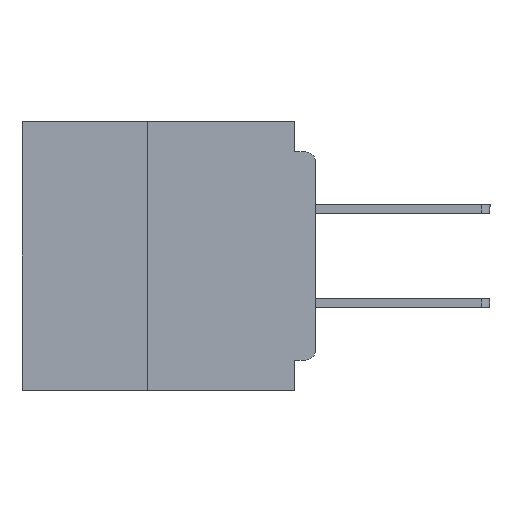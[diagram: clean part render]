
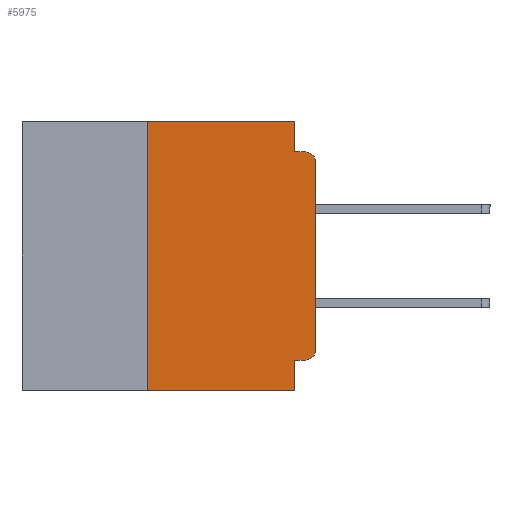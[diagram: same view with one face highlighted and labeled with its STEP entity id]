
A CAD part, left-side view. The second image highlights one B-rep face of the part: STEP entity #5975.
In plain terms, the highlighted planar face has unit normal (-1, 0, 0).
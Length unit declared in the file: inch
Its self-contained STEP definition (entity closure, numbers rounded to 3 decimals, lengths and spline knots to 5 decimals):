
#28 = VERTEX_POINT ( 'NONE', #1289 ) ;
#253 = AXIS2_PLACEMENT_3D ( 'NONE', #34458, #9292, #38618 ) ;
#507 = ORIENTED_EDGE ( 'NONE', *, *, #43678, .T. ) ;
#847 = DIRECTION ( 'NONE',  ( 0., 1., 0. ) ) ;
#996 = CIRCLE ( 'NONE', #253, 0.015 ) ;
#1099 = CARTESIAN_POINT ( 'NONE',  ( 0., 0., 0. ) ) ;
#1219 = LINE ( 'NONE', #1220, #44568 ) ;
#1220 = CARTESIAN_POINT ( 'NONE',  ( 0., 0.437, -0.4 ) ) ;
#1289 = CARTESIAN_POINT ( 'NONE',  ( 0., 0.031, -0.355 ) ) ;
#1457 = CARTESIAN_POINT ( 'NONE',  ( 0., 0.031, 0. ) ) ;
#1485 = VERTEX_POINT ( 'NONE', #11820 ) ;
#2316 = CARTESIAN_POINT ( 'NONE',  ( 0., 0.437, 0. ) ) ;
#2382 = CARTESIAN_POINT ( 'NONE',  ( 0., 0.25, -0.4 ) ) ;
#2392 = VERTEX_POINT ( 'NONE', #26133 ) ;
#3385 = LINE ( 'NONE', #16056, #25881 ) ;
#5045 = DIRECTION ( 'NONE',  ( 0., 0., -1. ) ) ;
#5975 = ADVANCED_FACE ( 'NONE', ( #51178 ), #29342, .F. ) ;
#6031 = CARTESIAN_POINT ( 'NONE',  ( 0., 0.25, -0.4 ) ) ;
#6345 = EDGE_CURVE ( 'NONE', #8935, #47995, #44092, .T. ) ;
#8207 = LINE ( 'NONE', #6031, #30643 ) ;
#8935 = VERTEX_POINT ( 'NONE', #37248 ) ;
#9292 = DIRECTION ( 'NONE',  ( -1., 0., 0. ) ) ;
#9573 = ORIENTED_EDGE ( 'NONE', *, *, #47904, .F. ) ;
#9693 = DIRECTION ( 'NONE',  ( 0., 0., 1. ) ) ;
#10667 = DIRECTION ( 'NONE',  ( 0., -1., 0. ) ) ;
#11415 = EDGE_CURVE ( 'NONE', #2392, #16853, #996, .T. ) ;
#11820 = CARTESIAN_POINT ( 'NONE',  ( 0., 0.015, -0.355 ) ) ;
#12562 = DIRECTION ( 'NONE',  ( 0., 0., -1. ) ) ;
#12615 = ORIENTED_EDGE ( 'NONE', *, *, #6345, .F. ) ;
#12631 = CARTESIAN_POINT ( 'NONE',  ( 0., 0.015, -0.045 ) ) ;
#12787 = VERTEX_POINT ( 'NONE', #26588 ) ;
#12999 = LINE ( 'NONE', #30322, #36624 ) ;
#14410 = VECTOR ( 'NONE', #847, 39.37008 ) ;
#15998 = EDGE_CURVE ( 'NONE', #27436, #8935, #8207, .T. ) ;
#16000 = CARTESIAN_POINT ( 'NONE',  ( 0., 0.015, -0.34 ) ) ;
#16056 = CARTESIAN_POINT ( 'NONE',  ( 0., 0., -0.045 ) ) ;
#16853 = VERTEX_POINT ( 'NONE', #12631 ) ;
#18208 = EDGE_LOOP ( 'NONE', ( #24238, #37138, #46588, #31240, #12615, #35372, #507, #9573, #25572, #51488 ) ) ;
#19153 = EDGE_CURVE ( 'NONE', #1485, #12787, #43303, .T. ) ;
#20244 = DIRECTION ( 'NONE',  ( 0., 0., -1. ) ) ;
#20429 = AXIS2_PLACEMENT_3D ( 'NONE', #20929, #37672, #12562 ) ;
#20929 = CARTESIAN_POINT ( 'NONE',  ( 0., 0.437, 0. ) ) ;
#24238 = ORIENTED_EDGE ( 'NONE', *, *, #37396, .T. ) ;
#25327 = EDGE_CURVE ( 'NONE', #1485, #28, #39272, .T. ) ;
#25572 = ORIENTED_EDGE ( 'NONE', *, *, #25327, .F. ) ;
#25881 = VECTOR ( 'NONE', #45166, 39.37008 ) ;
#26133 = CARTESIAN_POINT ( 'NONE',  ( 0., 0., -0.06 ) ) ;
#26588 = CARTESIAN_POINT ( 'NONE',  ( 0., 0., -0.34 ) ) ;
#27436 = VERTEX_POINT ( 'NONE', #2382 ) ;
#29342 = PLANE ( 'NONE',  #20429 ) ;
#30322 = CARTESIAN_POINT ( 'NONE',  ( 0., 0.031, -0.4 ) ) ;
#30492 = CARTESIAN_POINT ( 'NONE',  ( 0., 0.031, 0. ) ) ;
#30643 = VECTOR ( 'NONE', #35453, 39.37008 ) ;
#30804 = DIRECTION ( 'NONE',  ( 0., -1., 0. ) ) ;
#31240 = ORIENTED_EDGE ( 'NONE', *, *, #47915, .F. ) ;
#31397 = AXIS2_PLACEMENT_3D ( 'NONE', #16000, #45110, #20244 ) ;
#31821 = VECTOR ( 'NONE', #10667, 39.37008 ) ;
#33340 = EDGE_CURVE ( 'NONE', #39110, #16853, #3385, .T. ) ;
#33918 = CARTESIAN_POINT ( 'NONE',  ( 0., 0.031, -0.045 ) ) ;
#34002 = VECTOR ( 'NONE', #38623, 39.37008 ) ;
#34458 = CARTESIAN_POINT ( 'NONE',  ( 0., 0.015, -0.06 ) ) ;
#35307 = LINE ( 'NONE', #30492, #34002 ) ;
#35372 = ORIENTED_EDGE ( 'NONE', *, *, #15998, .F. ) ;
#35453 = DIRECTION ( 'NONE',  ( 0., 0., 1. ) ) ;
#36624 = VECTOR ( 'NONE', #5045, 39.37008 ) ;
#37138 = ORIENTED_EDGE ( 'NONE', *, *, #11415, .T. ) ;
#37248 = CARTESIAN_POINT ( 'NONE',  ( 0., 0.25, 0. ) ) ;
#37396 = EDGE_CURVE ( 'NONE', #12787, #2392, #38400, .T. ) ;
#37672 = DIRECTION ( 'NONE',  ( 1., 0., 0. ) ) ;
#37711 = VERTEX_POINT ( 'NONE', #45283 ) ;
#38400 = LINE ( 'NONE', #1099, #39712 ) ;
#38618 = DIRECTION ( 'NONE',  ( 0., 0., -1. ) ) ;
#38623 = DIRECTION ( 'NONE',  ( 0., 0., -1. ) ) ;
#39110 = VERTEX_POINT ( 'NONE', #33918 ) ;
#39272 = LINE ( 'NONE', #50983, #14410 ) ;
#39712 = VECTOR ( 'NONE', #9693, 39.37008 ) ;
#43303 = CIRCLE ( 'NONE', #31397, 0.015 ) ;
#43678 = EDGE_CURVE ( 'NONE', #27436, #37711, #1219, .T. ) ;
#44092 = LINE ( 'NONE', #2316, #31821 ) ;
#44568 = VECTOR ( 'NONE', #30804, 39.37008 ) ;
#45110 = DIRECTION ( 'NONE',  ( -1., 0., 0. ) ) ;
#45166 = DIRECTION ( 'NONE',  ( 0., -1., 0. ) ) ;
#45283 = CARTESIAN_POINT ( 'NONE',  ( 0., 0.031, -0.4 ) ) ;
#46588 = ORIENTED_EDGE ( 'NONE', *, *, #33340, .F. ) ;
#47904 = EDGE_CURVE ( 'NONE', #28, #37711, #12999, .T. ) ;
#47915 = EDGE_CURVE ( 'NONE', #47995, #39110, #35307, .T. ) ;
#47995 = VERTEX_POINT ( 'NONE', #1457 ) ;
#50983 = CARTESIAN_POINT ( 'NONE',  ( 0., 0., -0.355 ) ) ;
#51178 = FACE_OUTER_BOUND ( 'NONE', #18208, .T. ) ;
#51488 = ORIENTED_EDGE ( 'NONE', *, *, #19153, .T. ) ;
